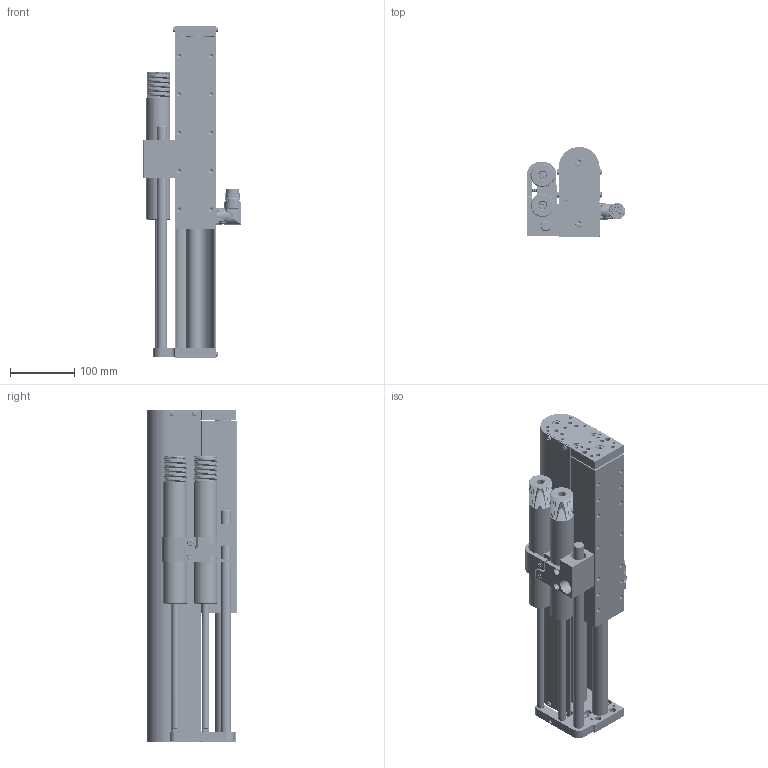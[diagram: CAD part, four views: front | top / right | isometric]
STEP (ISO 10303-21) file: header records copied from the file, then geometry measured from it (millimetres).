
FILE_DESCRIPTION (( 'STEP AP214' ), '1' );
FILE_NAME ('0186-1082_250115_DM01-48x240F-HP-C-185_CS01_MS08.STEP', '2025-01-15T13:51:26', ( '' ), ( '' ), 'SwSTEP 2.0', 'SolidWorks 2024', '' );
FILE_SCHEMA (( 'AUTOMOTIVE_DESIGN' ));
Length unit declared in the file: millimetre
Products named in the file (19): 0180-1300_D01k-48x...-AD_D01k-48x517-AD; DL01h-48x240F-HP-C-185_CS01_MS08-BK01; 0230-0221_Zyl.-Schr_I-6kt_n-K_M6x16_8.8_v-b; 0180-1842_DM01k-48-H; DM01h-48x240G-HP-C_CS01; 0230-0045_zyl.-schr._i-6kt_M5x16_8.8_v-b; 0186-0061_ML01-12x290!240_ML01-12x290!240; 0230-0488_Zyl.-Schr._I-6kt_M8x25_8.8_v-b; 0230-0653_Zyl.-Schr._I-6kt_n-K_M10x25_8.8_v-b; 0180-1653_DM01k-48-MagSpring; DL01k-25-15.6x...-M18x1.5_DL01k-25-15,6x492-M18x1.5; 0186-0068_MS01-37x230_MS01-R37x230; 0230-0246_Zyl.-Schr._I-6kt_M8x20_8.8_v-b; PL01-28x...-HP-SF_PL01-28x500!450-HP-SF; 0186-1082_250115_DM01-48x240F-HP-C-185_CS01_MS08; 0180-1654_MF01k-37-2; 0230-0365_Lins.-Schr_I-6rd_M4x8_8.8_v-b; 0180-1651_FB01-16x..._FB01-16x347; MS08H_DM01-48x240F-HP-C-185_CS01_eingefahren
Assembly tree (35 placements, depth 3):
  0186-1082_250115_DM01-48x240F-HP-C-185_CS01_MS08
    DM01h-48x240G-HP-C_CS01
    DL01h-48x240F-HP-C-185_CS01_MS08-BK01
      0180-1651_FB01-16x..._FB01-16x347
      0230-0045_zyl.-schr._i-6kt_M5x16_8.8_v-b  x2
      0186-0061_ML01-12x290!240_ML01-12x290!240  x2
      0230-0365_Lins.-Schr_I-6rd_M4x8_8.8_v-b  x8
      0180-1300_D01k-48x...-AD_D01k-48x517-AD
      0230-0653_Zyl.-Schr._I-6kt_n-K_M10x25_8.8_v-b
      0230-0488_Zyl.-Schr._I-6kt_M8x25_8.8_v-b  x4
      0180-1842_DM01k-48-H
      0180-1653_DM01k-48-MagSpring
      DL01k-25-15.6x...-M18x1.5_DL01k-25-15,6x492-M18x1.5  x2
      PL01-28x...-HP-SF_PL01-28x500!450-HP-SF
      0230-0246_Zyl.-Schr._I-6kt_M8x20_8.8_v-b
    MS08H_DM01-48x240F-HP-C-185_CS01_eingefahren
      0180-1654_MF01k-37-2
      0186-0068_MS01-37x230_MS01-R37x230  x2
      0230-0221_Zyl.-Schr_I-6kt_n-K_M6x16_8.8_v-b  x4
Bounding box: 153.01 x 140 x 518 mm (x, y, z)
Volume: 3577172.2 mm3; surface area: 961657.9 mm2
Topology: 56 solids, 128 shells, 4818 faces, 11619 edges, 7044 vertices
Faces by surface type: plane 1582, cylinder 1327, cone 1235, bspline 620, torus 54
Full cylindrical faces by diameter (mm): 1 x10, 1.2 x5, 1.5 x5, 1.8 x5, 2 x8, 2.05 x4, 2.501 x48, 2.6 x4, 2.7 x4, 2.8 x5, 2.9 x4, 3 x1, 3.3 x9, 4.2 x6, 4.5 x4, 4.8 x8, 5 x153, 6 x80, 6.4 x4, 6.6 x16, 6.8 x21, 8 x90, 8.4 x8, 8.5 x8, 9 x5, 10 x24, 10.5 x9, 11 x10, 12 x4, 13 x5
Entity records: 169241 total; most frequent: CARTESIAN_POINT 63451, ORIENTED_EDGE 15696, DIRECTION 14622, EDGE_CURVE 7848, AXIS2_PLACEMENT_3D 5658, VERTEX_POINT 5410, EDGE_LOOP 5038, FACE_OUTER_BOUND 4148
